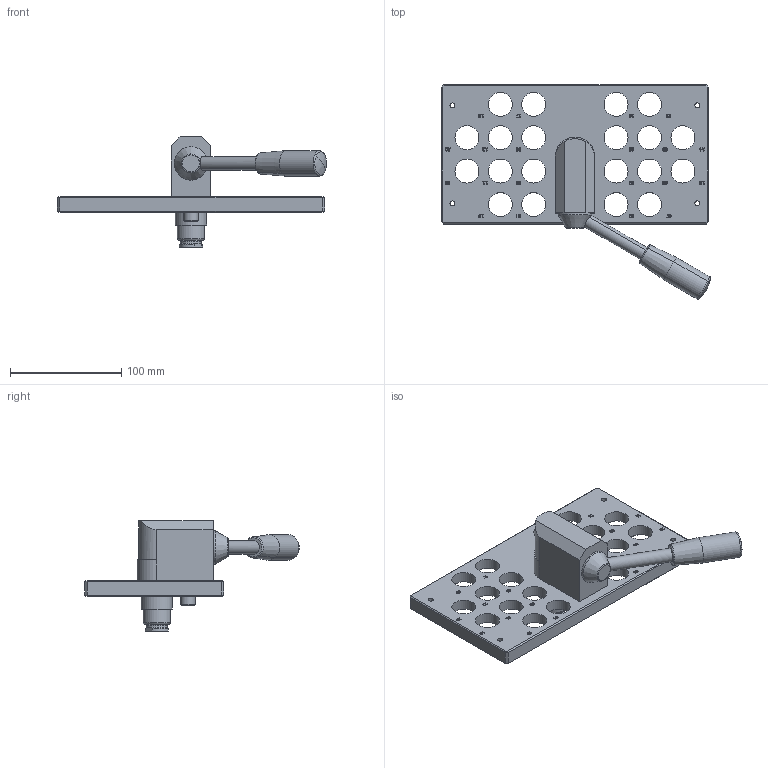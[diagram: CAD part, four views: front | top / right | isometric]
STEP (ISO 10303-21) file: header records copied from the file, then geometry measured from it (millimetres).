
FILE_DESCRIPTION(/* description */ (''),/* implementation_level */ '2;1');
FILE_NAME(/* name */ 'MKML20.stp',/* time_stamp */ '2023-04-25T09:15:21+02:00',/* author */ ('meier'),/* organization */ (''),/* preprocessor_version */ 'ST-DEVELOPER v18.1',/* originating_system */ 'Autodesk Inventor 2022',/* authorisation */ '0 mm^3');
FILE_SCHEMA (('AUTOMOTIVE_DESIGN { 1 0 10303 214 3 1 1 }'));
Length unit declared in the file: millimetre
Products named in the file (1): LUE_00039817
Bounding box: 241.91 x 192.59 x 99.1 mm (x, y, z)
Volume: 446942.7 mm3; surface area: 99608.9 mm2
Topology: 1 solids, 3 shells, 806 faces, 2114 edges, 1401 vertices
Faces by surface type: plane 365, bspline 355, cylinder 66, cone 9, torus 9, sphere 2
Full cylindrical faces by diameter (mm): 4.134 x1, 4.5 x4, 5.5 x1, 6.647 x1, 8 x6, 9 x1, 10 x1, 13 x1, 19 x1, 21.5 x20, 24.5 x1, 28 x1, 28.2 x1, 30 x1
Entity records: 28649 total; most frequent: CARTESIAN_POINT 10098, ORIENTED_EDGE 4222, DIRECTION 2451, EDGE_CURVE 2111, VERTEX_POINT 1398, LINE 1227, VECTOR 1227, EDGE_LOOP 943
